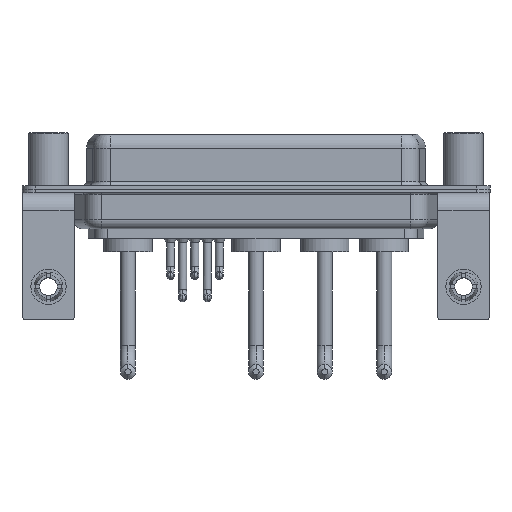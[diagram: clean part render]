
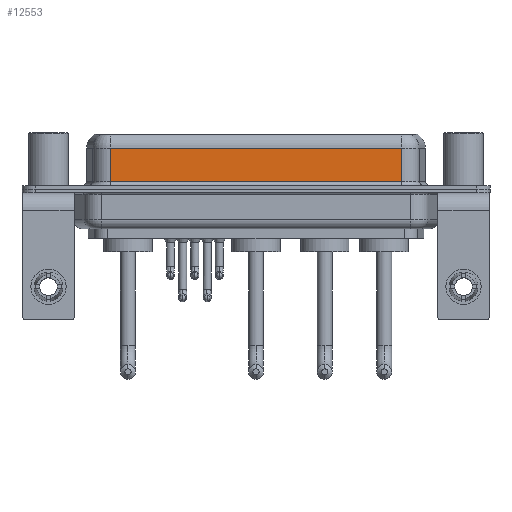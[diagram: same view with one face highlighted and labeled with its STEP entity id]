
A CAD part, front view. The second image highlights one B-rep face of the part: STEP entity #12553.
In plain terms, the highlighted planar face has unit normal (0, -1, 0).
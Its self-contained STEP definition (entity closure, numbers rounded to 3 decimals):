
#756 = CARTESIAN_POINT ( 'NONE',  ( 7.013, -3.95, 0.9 ) ) ;
#1784 = VERTEX_POINT ( 'NONE', #14980 ) ;
#1901 = EDGE_CURVE ( 'NONE', #3421, #16788, #16731, .T. ) ;
#2868 = CARTESIAN_POINT ( 'NONE',  ( 40.037, -3.95, 6.4 ) ) ;
#3291 = CARTESIAN_POINT ( 'NONE',  ( 40.037, -3.95, 0.9 ) ) ;
#3421 = VERTEX_POINT ( 'NONE', #20726 ) ;
#3701 = CARTESIAN_POINT ( 'NONE',  ( 7.013, -3.95, 6.4 ) ) ;
#3797 = ORIENTED_EDGE ( 'NONE', *, *, #5614, .T. ) ;
#4136 = VECTOR ( 'NONE', #13578, 1000. ) ;
#4492 = ORIENTED_EDGE ( 'NONE', *, *, #1901, .T. ) ;
#4814 = CARTESIAN_POINT ( 'NONE',  ( 7.013, -3.95, 4.65 ) ) ;
#5614 = EDGE_CURVE ( 'NONE', #16788, #19332, #15766, .T. ) ;
#7819 = PLANE ( 'NONE',  #15279 ) ;
#7903 = ORIENTED_EDGE ( 'NONE', *, *, #13995, .T. ) ;
#9125 = DIRECTION ( 'NONE',  ( 0., 0., 1. ) ) ;
#9231 = CARTESIAN_POINT ( 'NONE',  ( 40.037, -3.95, 6.4 ) ) ;
#9754 = EDGE_LOOP ( 'NONE', ( #11191, #4492, #3797, #7903 ) ) ;
#10400 = DIRECTION ( 'NONE',  ( 0., 0., -1. ) ) ;
#11191 = ORIENTED_EDGE ( 'NONE', *, *, #15723, .F. ) ;
#11250 = VECTOR ( 'NONE', #12680, 1000. ) ;
#11803 = VECTOR ( 'NONE', #10400, 1000. ) ;
#12553 = ADVANCED_FACE ( 'NONE', ( #13678 ), #7819, .F. ) ;
#12680 = DIRECTION ( 'NONE',  ( 0., 0., -1. ) ) ;
#13434 = LINE ( 'NONE', #3291, #16725 ) ;
#13578 = DIRECTION ( 'NONE',  ( -1., 0., 0. ) ) ;
#13678 = FACE_OUTER_BOUND ( 'NONE', #9754, .T. ) ;
#13995 = EDGE_CURVE ( 'NONE', #19332, #1784, #13434, .T. ) ;
#14101 = DIRECTION ( 'NONE',  ( 0., 1., 0. ) ) ;
#14426 = LINE ( 'NONE', #2868, #11250 ) ;
#14980 = CARTESIAN_POINT ( 'NONE',  ( 40.037, -3.95, 0.9 ) ) ;
#15279 = AXIS2_PLACEMENT_3D ( 'NONE', #9231, #14101, #9125 ) ;
#15723 = EDGE_CURVE ( 'NONE', #3421, #1784, #14426, .T. ) ;
#15766 = LINE ( 'NONE', #3701, #11803 ) ;
#16725 = VECTOR ( 'NONE', #18540, 1000. ) ;
#16731 = LINE ( 'NONE', #18149, #4136 ) ;
#16788 = VERTEX_POINT ( 'NONE', #4814 ) ;
#18149 = CARTESIAN_POINT ( 'NONE',  ( 40.037, -3.95, 4.65 ) ) ;
#18540 = DIRECTION ( 'NONE',  ( 1., 0., 0. ) ) ;
#19332 = VERTEX_POINT ( 'NONE', #756 ) ;
#20726 = CARTESIAN_POINT ( 'NONE',  ( 40.037, -3.95, 4.65 ) ) ;
